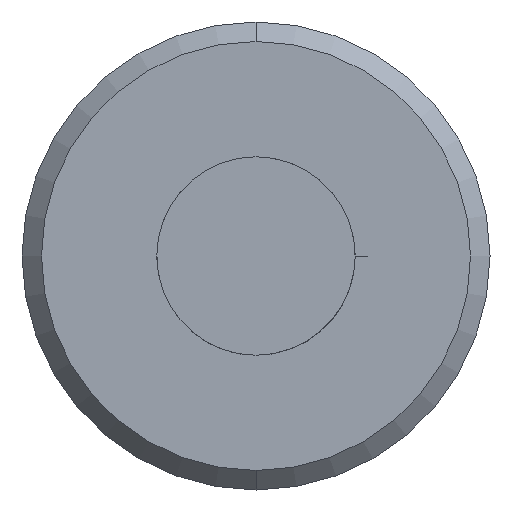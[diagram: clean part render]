
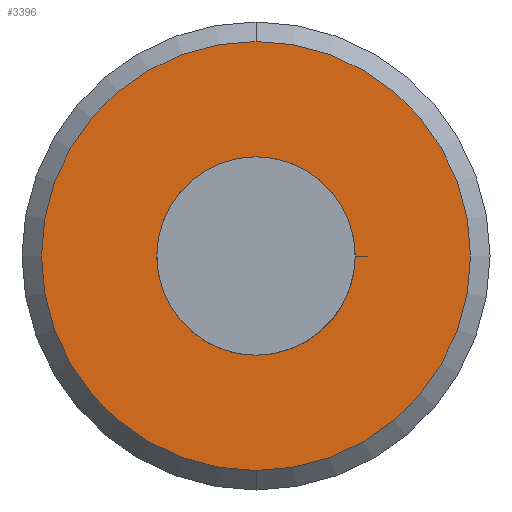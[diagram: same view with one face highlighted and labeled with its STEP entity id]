
A CAD part, front view. The second image highlights one B-rep face of the part: STEP entity #3396.
In plain terms, the highlighted planar face has unit normal (0, -1, 0).
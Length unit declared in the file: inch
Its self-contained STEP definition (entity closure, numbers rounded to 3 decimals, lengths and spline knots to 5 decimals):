
#43 = DIRECTION ( 'NONE',  ( 0., -1., 0. ) ) ;
#113 = ORIENTED_EDGE ( 'NONE', *, *, #7360, .T. ) ;
#125 = AXIS2_PLACEMENT_3D ( 'NONE', #4731, #3899, #2951 ) ;
#229 = CARTESIAN_POINT ( 'NONE',  ( 0., -0.75, 0. ) ) ;
#248 = DIRECTION ( 'NONE',  ( 0., 0., 1. ) ) ;
#306 = CARTESIAN_POINT ( 'NONE',  ( 0., -0.75, 0.17187 ) ) ;
#456 = CARTESIAN_POINT ( 'NONE',  ( 0.0795, -0.75, 0. ) ) ;
#551 = EDGE_CURVE ( 'NONE', #2666, #2233, #7555, .T. ) ;
#719 = EDGE_CURVE ( 'NONE', #3719, #2666, #1851, .T. ) ;
#775 = FACE_BOUND ( 'NONE', #2277, .T. ) ;
#815 = PLANE ( 'NONE',  #875 ) ;
#868 = AXIS2_PLACEMENT_3D ( 'NONE', #7192, #1340, #4240 ) ;
#875 = AXIS2_PLACEMENT_3D ( 'NONE', #2536, #1994, #4894 ) ;
#940 = DIRECTION ( 'NONE',  ( 0., 0., 1. ) ) ;
#1110 = AXIS2_PLACEMENT_3D ( 'NONE', #7387, #7309, #248 ) ;
#1340 = DIRECTION ( 'NONE',  ( 0., 1., 0. ) ) ;
#1364 = CARTESIAN_POINT ( 'NONE',  ( 0., -0.75, 0.0795 ) ) ;
#1851 = CIRCLE ( 'NONE', #1110, 0.0795 ) ;
#1926 = ORIENTED_EDGE ( 'NONE', *, *, #2021, .T. ) ;
#1994 = DIRECTION ( 'NONE',  ( 0., 1., 0. ) ) ;
#2021 = EDGE_CURVE ( 'NONE', #2233, #3719, #3572, .T. ) ;
#2055 = DIRECTION ( 'NONE',  ( 0., -1., 0. ) ) ;
#2115 = VERTEX_POINT ( 'NONE', #2251 ) ;
#2233 = VERTEX_POINT ( 'NONE', #456 ) ;
#2251 = CARTESIAN_POINT ( 'NONE',  ( 0., -0.75, -0.17187 ) ) ;
#2277 = EDGE_LOOP ( 'NONE', ( #1926, #5486, #5295 ) ) ;
#2486 = CIRCLE ( 'NONE', #4464, 0.17187 ) ;
#2536 = CARTESIAN_POINT ( 'NONE',  ( 0., -0.75, 0. ) ) ;
#2666 = VERTEX_POINT ( 'NONE', #1364 ) ;
#2854 = VERTEX_POINT ( 'NONE', #306 ) ;
#2951 = DIRECTION ( 'NONE',  ( 0., 0., 1. ) ) ;
#3027 = DIRECTION ( 'NONE',  ( 0., 0., 1. ) ) ;
#3396 = ADVANCED_FACE ( 'NONE', ( #775, #5476 ), #815, .F. ) ;
#3458 = CARTESIAN_POINT ( 'NONE',  ( 0., -0.75, -0.0795 ) ) ;
#3572 = CIRCLE ( 'NONE', #125, 0.0795 ) ;
#3719 = VERTEX_POINT ( 'NONE', #3458 ) ;
#3899 = DIRECTION ( 'NONE',  ( 0., 1., 0. ) ) ;
#3916 = CARTESIAN_POINT ( 'NONE',  ( 0., -0.75, 0. ) ) ;
#4240 = DIRECTION ( 'NONE',  ( 0., 0., 1. ) ) ;
#4464 = AXIS2_PLACEMENT_3D ( 'NONE', #3916, #2055, #940 ) ;
#4592 = ORIENTED_EDGE ( 'NONE', *, *, #5940, .T. ) ;
#4731 = CARTESIAN_POINT ( 'NONE',  ( 0., -0.75, 0. ) ) ;
#4894 = DIRECTION ( 'NONE',  ( 0., 0., 1. ) ) ;
#5070 = AXIS2_PLACEMENT_3D ( 'NONE', #229, #43, #3027 ) ;
#5258 = EDGE_LOOP ( 'NONE', ( #113, #4592 ) ) ;
#5295 = ORIENTED_EDGE ( 'NONE', *, *, #551, .T. ) ;
#5476 = FACE_OUTER_BOUND ( 'NONE', #5258, .T. ) ;
#5486 = ORIENTED_EDGE ( 'NONE', *, *, #719, .T. ) ;
#5940 = EDGE_CURVE ( 'NONE', #2115, #2854, #2486, .T. ) ;
#6455 = CIRCLE ( 'NONE', #5070, 0.17187 ) ;
#7192 = CARTESIAN_POINT ( 'NONE',  ( 0., -0.75, 0. ) ) ;
#7309 = DIRECTION ( 'NONE',  ( 0., 1., 0. ) ) ;
#7360 = EDGE_CURVE ( 'NONE', #2854, #2115, #6455, .T. ) ;
#7387 = CARTESIAN_POINT ( 'NONE',  ( 0., -0.75, 0. ) ) ;
#7555 = CIRCLE ( 'NONE', #868, 0.0795 ) ;
